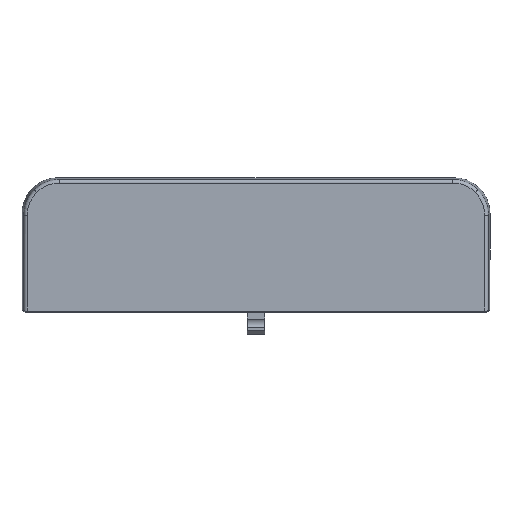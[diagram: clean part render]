
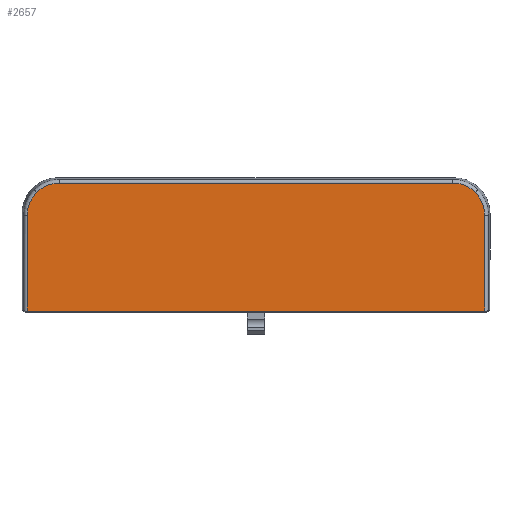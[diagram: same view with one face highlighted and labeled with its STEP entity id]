
A CAD part, top view. The second image highlights one B-rep face of the part: STEP entity #2657.
In plain terms, the highlighted planar face has unit normal (0, 0, 1).
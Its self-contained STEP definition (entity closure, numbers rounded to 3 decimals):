
#29 = CARTESIAN_POINT ( 'NONE',  ( -63.836, 29.266, 10.5 ) ) ;
#37 = ORIENTED_EDGE ( 'NONE', *, *, #1038, .T. ) ;
#86 =( BOUNDED_CURVE ( )  B_SPLINE_CURVE ( 3, ( #2185, #883, #29, #1559 ),
 .UNSPECIFIED., .F., .T. ) 
 B_SPLINE_CURVE_WITH_KNOTS ( ( 4, 4 ),
 ( 0., 0.784 ),
 .UNSPECIFIED. ) 
 CURVE ( )  GEOMETRIC_REPRESENTATION_ITEM ( )  RATIONAL_B_SPLINE_CURVE ( ( 1., 0.949, 0.949, 1. ) ) 
 REPRESENTATION_ITEM ( '' )  );
#153 = CARTESIAN_POINT ( 'NONE',  ( -57.266, 35.836, 10.5 ) ) ;
#156 = CARTESIAN_POINT ( 'NONE',  ( 61.205, 33.205, 10.5 ) ) ;
#181 = CARTESIAN_POINT ( 'NONE',  ( -54.848, 35.836, 10.5 ) ) ;
#232 = CARTESIAN_POINT ( 'NONE',  ( 61.205, 33.205, 10.5 ) ) ;
#234 = DIRECTION ( 'NONE',  ( 1., 0., 0. ) ) ;
#350 = VERTEX_POINT ( 'NONE', #2560 ) ;
#351 = VERTEX_POINT ( 'NONE', #969 ) ;
#369 = LINE ( 'NONE', #1264, #951 ) ;
#401 = CARTESIAN_POINT ( 'NONE',  ( 63.836, 26.848, 10.5 ) ) ;
#434 = EDGE_CURVE ( 'NONE', #544, #1987, #1535, .T. ) ;
#503 = CARTESIAN_POINT ( 'NONE',  ( -59.498, 34.912, 10.5 ) ) ;
#510 = CARTESIAN_POINT ( 'NONE',  ( -54.848, 35.836, 10.5 ) ) ;
#515 = EDGE_CURVE ( 'NONE', #351, #2480, #1328, .T. ) ;
#544 = VERTEX_POINT ( 'NONE', #181 ) ;
#659 = CARTESIAN_POINT ( 'NONE',  ( -63.836, 26.848, 10.5 ) ) ;
#662 = CARTESIAN_POINT ( 'NONE',  ( 57.266, 35.836, 10.5 ) ) ;
#664 = CARTESIAN_POINT ( 'NONE',  ( 65.335, 37.335, 10.5 ) ) ;
#783 = ORIENTED_EDGE ( 'NONE', *, *, #832, .T. ) ;
#784 = VECTOR ( 'NONE', #2174, 1000. ) ;
#825 = EDGE_LOOP ( 'NONE', ( #1409, #2058, #783, #2561, #37, #2430, #2431, #2226 ) ) ;
#832 = EDGE_CURVE ( 'NONE', #2480, #2123, #847, .T. ) ;
#847 = LINE ( 'NONE', #2177, #2567 ) ;
#883 = CARTESIAN_POINT ( 'NONE',  ( -62.912, 31.498, 10.5 ) ) ;
#889 = CARTESIAN_POINT ( 'NONE',  ( 54.848, 35.836, 10.5 ) ) ;
#951 = VECTOR ( 'NONE', #2744, 1000. ) ;
#963 =( BOUNDED_CURVE ( )  B_SPLINE_CURVE ( 3, ( #1246, #1027, #1471, #156 ),
 .UNSPECIFIED., .F., .T. ) 
 B_SPLINE_CURVE_WITH_KNOTS ( ( 4, 4 ),
 ( 5.499, 6.283 ),
 .UNSPECIFIED. ) 
 CURVE ( )  GEOMETRIC_REPRESENTATION_ITEM ( )  RATIONAL_B_SPLINE_CURVE ( ( 1., 0.949, 0.949, 1. ) ) 
 REPRESENTATION_ITEM ( '' )  );
#969 = CARTESIAN_POINT ( 'NONE',  ( -63.836, 0.118, 10.5 ) ) ;
#1027 = CARTESIAN_POINT ( 'NONE',  ( 63.836, 29.266, 10.5 ) ) ;
#1038 = EDGE_CURVE ( 'NONE', #350, #2665, #1810, .T. ) ;
#1047 = DIRECTION ( 'NONE',  ( 0., 1., 0. ) ) ;
#1182 = AXIS2_PLACEMENT_3D ( 'NONE', #664, #1557, #234 ) ;
#1218 = EDGE_CURVE ( 'NONE', #2665, #544, #369, .T. ) ;
#1246 = CARTESIAN_POINT ( 'NONE',  ( 63.836, 26.848, 10.5 ) ) ;
#1264 = CARTESIAN_POINT ( 'NONE',  ( -54.799, 35.836, 10.5 ) ) ;
#1301 = CARTESIAN_POINT ( 'NONE',  ( -61.205, 33.205, 10.5 ) ) ;
#1328 = LINE ( 'NONE', #1639, #784 ) ;
#1409 = ORIENTED_EDGE ( 'NONE', *, *, #2013, .T. ) ;
#1471 = CARTESIAN_POINT ( 'NONE',  ( 62.912, 31.498, 10.5 ) ) ;
#1535 =( BOUNDED_CURVE ( )  B_SPLINE_CURVE ( 3, ( #510, #153, #503, #1820 ),
 .UNSPECIFIED., .F., .T. ) 
 B_SPLINE_CURVE_WITH_KNOTS ( ( 4, 4 ),
 ( 5.499, 6.283 ),
 .UNSPECIFIED. ) 
 CURVE ( )  GEOMETRIC_REPRESENTATION_ITEM ( )  RATIONAL_B_SPLINE_CURVE ( ( 1., 0.949, 0.949, 1. ) ) 
 REPRESENTATION_ITEM ( '' )  );
#1557 = DIRECTION ( 'NONE',  ( 0., 0., 1. ) ) ;
#1559 = CARTESIAN_POINT ( 'NONE',  ( -63.836, 26.848, 10.5 ) ) ;
#1602 = EDGE_CURVE ( 'NONE', #1987, #2483, #86, .T. ) ;
#1639 = CARTESIAN_POINT ( 'NONE',  ( 65.335, 0.118, 10.5 ) ) ;
#1771 = CARTESIAN_POINT ( 'NONE',  ( 59.498, 34.912, 10.5 ) ) ;
#1810 =( BOUNDED_CURVE ( )  B_SPLINE_CURVE ( 3, ( #232, #1771, #662, #2181 ),
 .UNSPECIFIED., .F., .T. ) 
 B_SPLINE_CURVE_WITH_KNOTS ( ( 4, 4 ),
 ( 0., 0.784 ),
 .UNSPECIFIED. ) 
 CURVE ( )  GEOMETRIC_REPRESENTATION_ITEM ( )  RATIONAL_B_SPLINE_CURVE ( ( 1., 0.949, 0.949, 1. ) ) 
 REPRESENTATION_ITEM ( '' )  );
#1820 = CARTESIAN_POINT ( 'NONE',  ( -61.205, 33.205, 10.5 ) ) ;
#1987 = VERTEX_POINT ( 'NONE', #1301 ) ;
#2013 = EDGE_CURVE ( 'NONE', #2483, #351, #2578, .T. ) ;
#2058 = ORIENTED_EDGE ( 'NONE', *, *, #515, .T. ) ;
#2123 = VERTEX_POINT ( 'NONE', #401 ) ;
#2174 = DIRECTION ( 'NONE',  ( 1., 0., 0. ) ) ;
#2177 = CARTESIAN_POINT ( 'NONE',  ( 63.836, 26.799, 10.5 ) ) ;
#2181 = CARTESIAN_POINT ( 'NONE',  ( 54.848, 35.836, 10.5 ) ) ;
#2185 = CARTESIAN_POINT ( 'NONE',  ( -61.205, 33.205, 10.5 ) ) ;
#2216 = DIRECTION ( 'NONE',  ( 0., -1., 0. ) ) ;
#2226 = ORIENTED_EDGE ( 'NONE', *, *, #1602, .T. ) ;
#2384 = CARTESIAN_POINT ( 'NONE',  ( -63.836, -0.367, 10.5 ) ) ;
#2391 = CARTESIAN_POINT ( 'NONE',  ( 63.836, 0.118, 10.5 ) ) ;
#2430 = ORIENTED_EDGE ( 'NONE', *, *, #1218, .T. ) ;
#2431 = ORIENTED_EDGE ( 'NONE', *, *, #434, .T. ) ;
#2439 = EDGE_CURVE ( 'NONE', #2123, #350, #963, .T. ) ;
#2446 = VECTOR ( 'NONE', #2216, 1000. ) ;
#2480 = VERTEX_POINT ( 'NONE', #2391 ) ;
#2483 = VERTEX_POINT ( 'NONE', #659 ) ;
#2560 = CARTESIAN_POINT ( 'NONE',  ( 61.205, 33.205, 10.5 ) ) ;
#2561 = ORIENTED_EDGE ( 'NONE', *, *, #2439, .T. ) ;
#2567 = VECTOR ( 'NONE', #1047, 1000. ) ;
#2578 = LINE ( 'NONE', #2384, #2446 ) ;
#2609 = PLANE ( 'NONE',  #1182 ) ;
#2657 = ADVANCED_FACE ( 'NONE', ( #2668 ), #2609, .T. ) ;
#2665 = VERTEX_POINT ( 'NONE', #889 ) ;
#2668 = FACE_OUTER_BOUND ( 'NONE', #825, .T. ) ;
#2744 = DIRECTION ( 'NONE',  ( -1., 0., 0. ) ) ;
